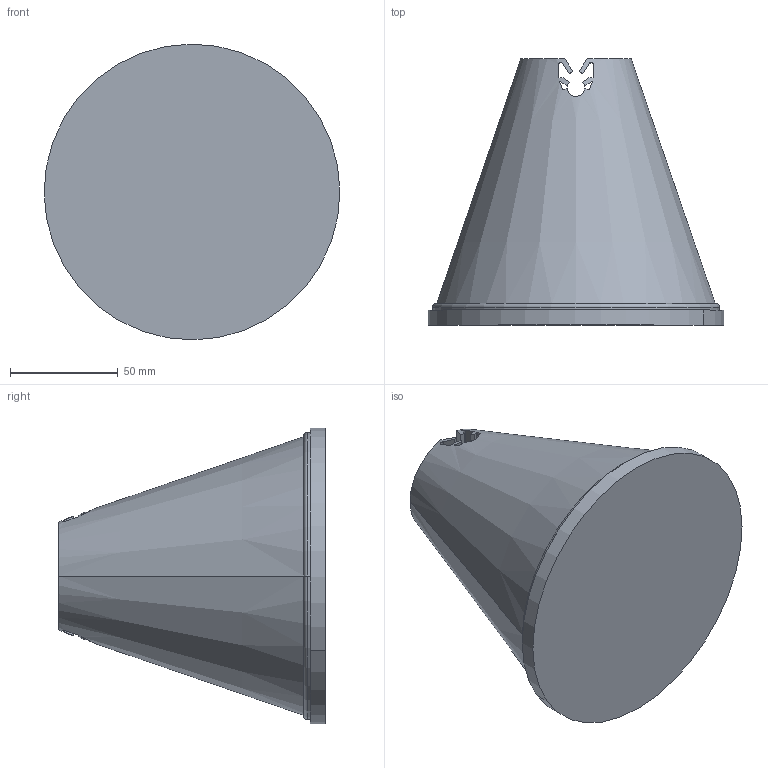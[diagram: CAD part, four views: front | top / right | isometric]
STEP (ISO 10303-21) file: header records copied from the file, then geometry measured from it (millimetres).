
FILE_DESCRIPTION (( 'STEP AP203' ), '1' );
FILE_NAME ('1214 Äåðæàòåëü ïðîâîäíèêà ïëàñòèêîâûé .STEP', '2024-03-07T07:20:34', ( '' ), ( '' ), 'SwSTEP 2.0', 'SolidWorks 2022', '' );
FILE_SCHEMA (( 'CONFIG_CONTROL_DESIGN' ));
Length unit declared in the file: millimetre
Products named in the file (3): 1214 Корпус держателя проводника пластикового; 1214 Держатель проводника пластиковый ; 1214 Крышка держателя проводника пластикового
Assembly tree (2 placements, depth 2):
  1214 Держатель проводника пластиковый 
    1214 Корпус держателя проводника пластикового
    1214 Крышка держателя проводника пластикового
Bounding box: 137 x 123.5 x 137 mm (x, y, z)
Volume: 102839 mm3; surface area: 119876.7 mm2
Topology: 2 solids, 2 shells, 91 faces, 209 edges, 134 vertices
Faces by surface type: plane 40, cylinder 31, cone 16, torus 4
Entity records: 3106 total; most frequent: CARTESIAN_POINT 801, DIRECTION 431, ORIENTED_EDGE 418, EDGE_CURVE 209, AXIS2_PLACEMENT_3D 180, VERTEX_POINT 134, EDGE_LOOP 103, FACE_OUTER_BOUND 91
